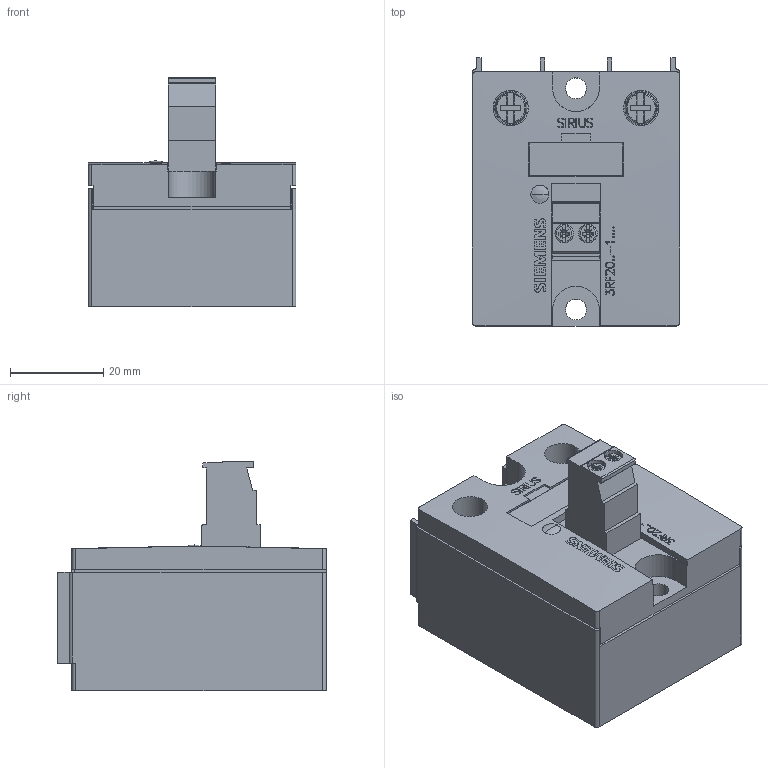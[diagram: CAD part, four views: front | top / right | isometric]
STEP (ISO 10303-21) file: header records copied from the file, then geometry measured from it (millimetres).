
FILE_DESCRIPTION(('STEP AP214'),'1');
FILE_NAME('cctmp_8D3C6DE0-CB19-4DEC-985D-3838C2C61317_2023_07_18_13_41_30_0552..stp','2023-07-18T11:41:32',('SIEMENS A&D'),('CADClick - www.CADClick.com'),'Spatial InterOp 3D postprocessed',' ','unknown authorization');
FILE_SCHEMA(('AUTOMOTIVE_DESIGN'));
Length unit declared in the file: millimetre
Products named in the file (1): 2023_07_18_13_41_30_0521
Bounding box: 44.6 x 57.6 x 49.39 mm (x, y, z)
Volume: 70754.1 mm3; surface area: 17479.6 mm2
Topology: 1 solids, 2 shells, 793 faces, 2213 edges, 1462 vertices
Faces by surface type: plane 622, cylinder 145, cone 12, torus 12, sphere 2
Entity records: 30104 total; most frequent: CARTESIAN_POINT 5832, ORIENTED_EDGE 4422, DIRECTION 4397, EDGE_CURVE 2211, AXIS2_PLACEMENT_3D 1556, VERTEX_POINT 1462, LINE 1285, VECTOR 1285
